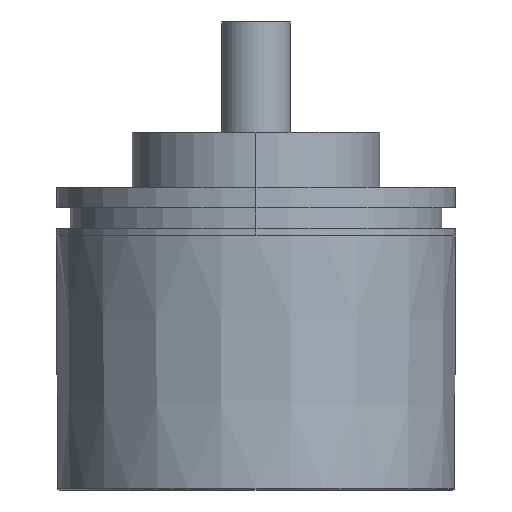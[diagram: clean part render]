
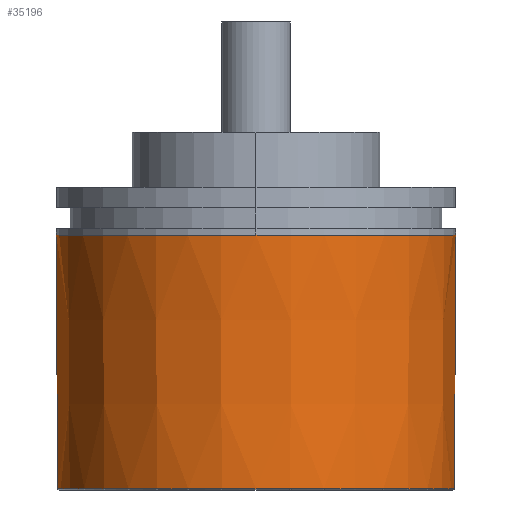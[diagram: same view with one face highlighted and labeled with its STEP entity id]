
A CAD part, left-side view. The second image highlights one B-rep face of the part: STEP entity #35196.
In plain terms, the highlighted conical face has half-angle 0.35 degrees and reference radius 28.927 mm.
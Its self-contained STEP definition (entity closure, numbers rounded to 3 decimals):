
#11799=CARTESIAN_POINT('',(0.,0.,-15.));
#11800=DIRECTION('',(0.,0.,1.));
#11801=DIRECTION('',(0.,1.,0.));
#11802=AXIS2_PLACEMENT_3D('',#11799,#11800,#11801);
#11804=DIRECTION('',(0.,-0.006,
-1.));
#11805=VECTOR('',#11804,36.802);
#11806=CARTESIAN_POINT('',(0.,29.039,-15.));
#11807=LINE('',#11806,#11805);
#11832=DIRECTION('',(0.,-0.006,1.));
#11833=VECTOR('',#11832,36.802);
#11834=CARTESIAN_POINT('',(0.,-28.814,
-51.801));
#11835=LINE('',#11834,#11833);
#11836=CARTESIAN_POINT('',(0.,0.,-51.801));
#11837=DIRECTION('',(0.,0.,1.));
#11838=DIRECTION('',(0.,1.,0.));
#11839=AXIS2_PLACEMENT_3D('',#11836,#11837,#11838);
#20023=CARTESIAN_POINT('',(0.,28.814,
-51.801));
#20024=CARTESIAN_POINT('',(0.,-28.814,
-51.801));
#20025=VERTEX_POINT('',#20023);
#20026=VERTEX_POINT('',#20024);
#20031=CARTESIAN_POINT('',(0.,29.039,-15.));
#20032=CARTESIAN_POINT('',(0.,-29.039,-15.));
#20033=VERTEX_POINT('',#20031);
#20034=VERTEX_POINT('',#20032);
#35184=CARTESIAN_POINT('',(0.,0.,-33.401));
#35185=DIRECTION('',(0.,0.,1.));
#35186=DIRECTION('',(0.,-1.,0.));
#35187=AXIS2_PLACEMENT_3D('',#35184,#35185,#35186);
#35188=CONICAL_SURFACE('',#35187,28.927,0.35);
#35189=ORIENTED_EDGE('',*,*,#35147,.T.);
#35190=ORIENTED_EDGE('',*,*,#35179,.F.);
#35192=ORIENTED_EDGE('',*,*,#35191,.F.);
#35193=ORIENTED_EDGE('',*,*,#35163,.F.);
#35194=EDGE_LOOP('',(#35189,#35190,#35192,#35193));
#35195=FACE_OUTER_BOUND('',#35194,.F.);
#11803=CIRCLE('',#11802,29.039);
#11840=CIRCLE('',#11839,28.814);
#35147=EDGE_CURVE('',#20033,#20034,#11803,.T.);
#35163=EDGE_CURVE('',#20033,#20025,#11807,.T.);
#35179=EDGE_CURVE('',#20026,#20034,#11835,.T.);
#35191=EDGE_CURVE('',#20025,#20026,#11840,.T.);
#35196=ADVANCED_FACE('',(#35195),#35188,.T.);
